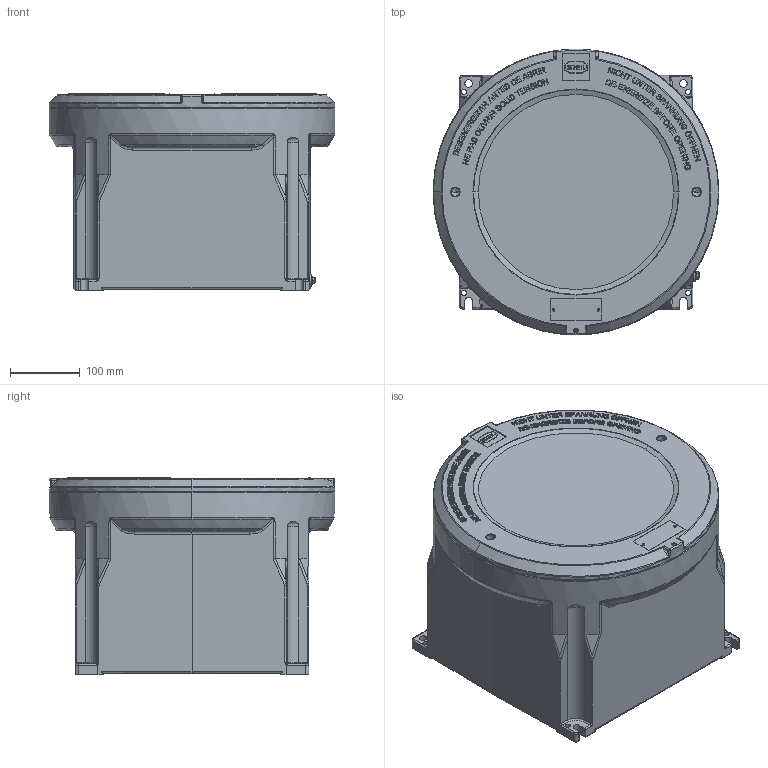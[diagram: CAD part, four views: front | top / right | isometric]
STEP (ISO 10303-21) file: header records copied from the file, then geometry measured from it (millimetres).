
FILE_DESCRIPTION (( 'STEP AP203' ), '1' );
FILE_NAME ('8265_66-__0_.STEP', '2013-10-22T08:44:06', ( 'Admin' ), ( 'R. STAHL AG' ), 'SwSTEP 2.0', 'SolidWorks 2013', '' );
FILE_SCHEMA (( 'CONFIG_CONTROL_DESIGN' ));
Products named in the file (11): 503_676_0_M5 x 16; 8265_9_005_006_6_8265_9_005_006_3; 8265_66-__0_; 128_M 6; 9021_6,4; 501_619_0_M 6 x 12; 8265_9_055_006_0; 505_706_0_M5x14; 504_258_0; 520_691_0; 8265_9_004_006_6_8265_9_004_005_3
Assembly tree (19 placements, depth 2):
  8265_66-__0_
    8265_9_004_006_6_8265_9_004_005_3
    8265_9_005_006_6_8265_9_005_006_3
    128_M 6  x2
    9021_6,4  x4
    501_619_0_M 6 x 12  x2
    8265_9_055_006_0
    505_706_0_M5x14  x4
    504_258_0  x2
    520_691_0
    503_676_0_M5 x 16
Bounding box: 410 x 410 x 282.91 mm (x, y, z)
Volume: 10991019.1 mm3; surface area: 1429262.5 mm2
Topology: 19 solids, 19 shells, 2780 faces, 7061 edges, 4382 vertices
Faces by surface type: plane 1249, cylinder 534, bspline 534, torus 217, cone 180, sphere 66
Entity records: 108972 total; most frequent: CARTESIAN_POINT 50223, ORIENTED_EDGE 12732, DIRECTION 10413, EDGE_CURVE 6366, VERTEX_POINT 4025, LINE 3821, VECTOR 3821, AXIS2_PLACEMENT_3D 3296
